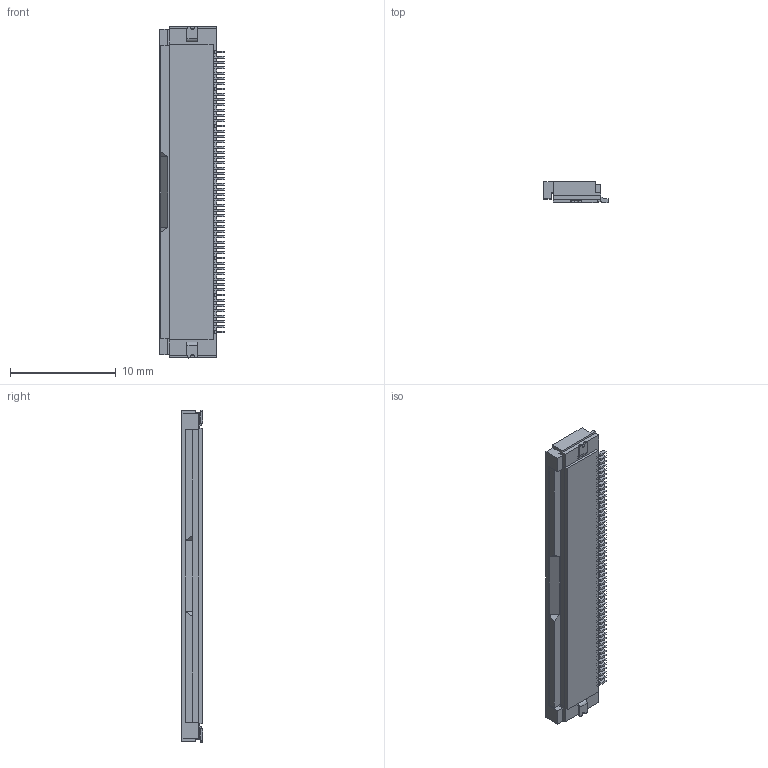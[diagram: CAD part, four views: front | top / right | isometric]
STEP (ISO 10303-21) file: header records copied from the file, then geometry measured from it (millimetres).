
FILE_DESCRIPTION(/* description */ (''),/* implementation_level */ '2;1');
FILE_NAME(/* name */ '5574-54-xx..stp',/* time_stamp */ '2018-03-20T15:59:03+01:00',/* author */ ('andreas.larin'),/* organization */ (''),/* preprocessor_version */ 'ST-DEVELOPER v15.6',/* originating_system */ 'Autodesk Inventor 2015',/* authorisation */ '');
FILE_SCHEMA (('AUTOMOTIVE_DESIGN { 1 0 10303 214 3 1 1 }'));
Length unit declared in the file: millimetre
Products named in the file (1): 5574-54-xx.
Bounding box: 6.09 x 2 x 31.42 mm (x, y, z)
Volume: 292.1 mm3; surface area: 714.7 mm2
Topology: 1 solids, 1 shells, 1041 faces, 2994 edges, 1958 vertices
Faces by surface type: plane 1031, cylinder 10
Entity records: 33312 total; most frequent: CARTESIAN_POINT 5994, ORIENTED_EDGE 5988, DIRECTION 5102, EDGE_CURVE 2994, LINE 2970, VECTOR 2970, VERTEX_POINT 1958, AXIS2_PLACEMENT_3D 1066
